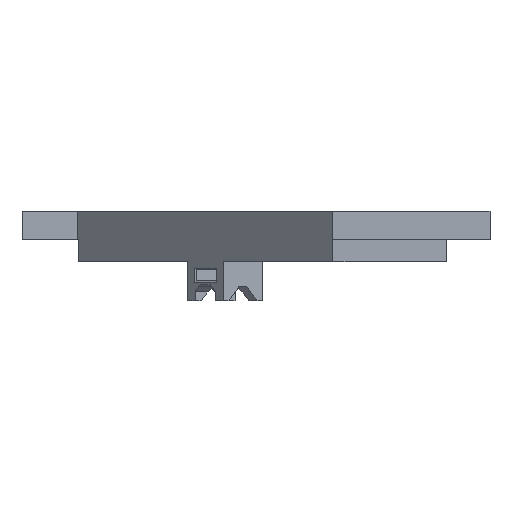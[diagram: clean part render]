
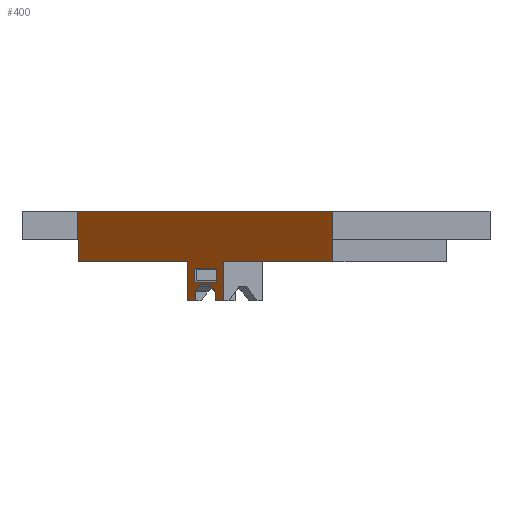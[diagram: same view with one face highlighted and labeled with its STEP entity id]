
A CAD part, front view. The second image highlights one B-rep face of the part: STEP entity #400.
In plain terms, the highlighted planar face has unit normal (-0.707, -0.707, 0).
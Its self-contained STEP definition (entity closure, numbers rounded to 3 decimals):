
#142=CARTESIAN_POINT('',(213.784,268.658,461.05));
#143=VERTEX_POINT('',#142);
#150=CARTESIAN_POINT('',(194.336,288.096,461.05));
#151=VERTEX_POINT('',#150);
#152=CARTESIAN_POINT('',(213.784,268.658,461.05));
#153=DIRECTION('',(-0.707,0.707,0.));
#154=VECTOR('',#153,27.496);
#155=LINE('',#152,#154);
#156=EDGE_CURVE('',#143,#151,#155,.T.);
#224=CARTESIAN_POINT('',(239.706,242.748,461.05));
#225=VERTEX_POINT('',#224);
#232=CARTESIAN_POINT('',(220.15,262.295,461.05));
#233=VERTEX_POINT('',#232);
#234=CARTESIAN_POINT('',(239.706,242.748,461.05));
#235=DIRECTION('',(-0.707,0.707,0.));
#236=VECTOR('',#235,27.649);
#237=LINE('',#234,#236);
#238=EDGE_CURVE('',#225,#233,#237,.T.);
#249=CARTESIAN_POINT('',(194.236,288.196,465.05));
#250=DIRECTION('',(-0.707,-0.707,-0.));
#251=DIRECTION('',(-0.707,0.707,0.));
#252=AXIS2_PLACEMENT_3D('',#249,#250,#251);
#253=PLANE('',#252);
#254=CARTESIAN_POINT('',(239.706,242.748,470.05));
#255=VERTEX_POINT('',#254);
#256=CARTESIAN_POINT('',(239.706,242.748,470.05));
#257=DIRECTION('',(-0.,0.,-1.));
#258=VECTOR('',#257,9.);
#259=LINE('',#256,#258);
#260=EDGE_CURVE('',#255,#225,#259,.T.);
#261=ORIENTED_EDGE('',*,*,#260,.F.);
#262=CARTESIAN_POINT('',(194.236,288.196,470.05));
#263=VERTEX_POINT('',#262);
#264=CARTESIAN_POINT('',(194.236,288.196,470.05));
#265=DIRECTION('',(0.707,-0.707,-0.));
#266=VECTOR('',#265,64.289);
#267=LINE('',#264,#266);
#268=EDGE_CURVE('',#263,#255,#267,.T.);
#269=ORIENTED_EDGE('',*,*,#268,.F.);
#270=CARTESIAN_POINT('',(194.236,288.196,465.05));
#271=VERTEX_POINT('',#270);
#272=CARTESIAN_POINT('',(194.236,288.196,470.05));
#273=DIRECTION('',(-0.,0.,-1.));
#274=VECTOR('',#273,5.);
#275=LINE('',#272,#274);
#276=EDGE_CURVE('',#263,#271,#275,.T.);
#277=ORIENTED_EDGE('',*,*,#276,.T.);
#278=CARTESIAN_POINT('',(194.336,288.096,465.05));
#279=VERTEX_POINT('',#278);
#280=CARTESIAN_POINT('',(194.236,288.196,465.05));
#281=DIRECTION('',(0.707,-0.707,-0.));
#282=VECTOR('',#281,0.141);
#283=LINE('',#280,#282);
#284=EDGE_CURVE('',#271,#279,#283,.T.);
#285=ORIENTED_EDGE('',*,*,#284,.T.);
#286=CARTESIAN_POINT('',(194.336,288.096,465.05));
#287=DIRECTION('',(-0.,0.,-1.));
#288=VECTOR('',#287,4.);
#289=LINE('',#286,#288);
#290=EDGE_CURVE('',#279,#151,#289,.T.);
#291=ORIENTED_EDGE('',*,*,#290,.T.);
#292=ORIENTED_EDGE('',*,*,#156,.F.);
#293=CARTESIAN_POINT('',(213.784,268.658,454.05));
#294=VERTEX_POINT('',#293);
#295=CARTESIAN_POINT('',(213.784,268.658,454.05));
#296=DIRECTION('',(0.,0.,1.));
#297=VECTOR('',#296,7.);
#298=LINE('',#295,#297);
#299=EDGE_CURVE('',#294,#143,#298,.T.);
#300=ORIENTED_EDGE('',*,*,#299,.F.);
#301=CARTESIAN_POINT('',(215.199,267.244,454.05));
#302=VERTEX_POINT('',#301);
#303=CARTESIAN_POINT('',(213.784,268.658,454.05));
#304=DIRECTION('',(0.707,-0.707,0.));
#305=VECTOR('',#304,2.001);
#306=LINE('',#303,#305);
#307=EDGE_CURVE('',#294,#302,#306,.T.);
#308=ORIENTED_EDGE('',*,*,#307,.T.);
#309=CARTESIAN_POINT('',(215.199,267.244,455.657));
#310=VERTEX_POINT('',#309);
#311=CARTESIAN_POINT('',(215.199,267.244,455.657));
#312=DIRECTION('',(-0.,0.,-1.));
#313=VECTOR('',#312,1.607);
#314=LINE('',#311,#313);
#315=EDGE_CURVE('',#310,#302,#314,.T.);
#316=ORIENTED_EDGE('',*,*,#315,.F.);
#317=CARTESIAN_POINT('',(216.083,266.36,456.907));
#318=VERTEX_POINT('',#317);
#319=CARTESIAN_POINT('',(216.083,266.36,456.907));
#320=DIRECTION('',(-0.5,0.5,-0.707));
#321=VECTOR('',#320,1.768);
#322=LINE('',#319,#321);
#323=EDGE_CURVE('',#318,#310,#322,.T.);
#324=ORIENTED_EDGE('',*,*,#323,.F.);
#325=CARTESIAN_POINT('',(217.851,264.593,456.907));
#326=VERTEX_POINT('',#325);
#327=CARTESIAN_POINT('',(217.851,264.593,456.907));
#328=DIRECTION('',(-0.707,0.707,0.));
#329=VECTOR('',#328,2.5);
#330=LINE('',#327,#329);
#331=EDGE_CURVE('',#326,#318,#330,.T.);
#332=ORIENTED_EDGE('',*,*,#331,.F.);
#333=CARTESIAN_POINT('',(218.735,263.709,455.657));
#334=VERTEX_POINT('',#333);
#335=CARTESIAN_POINT('',(218.735,263.709,455.657));
#336=DIRECTION('',(-0.5,0.5,0.707));
#337=VECTOR('',#336,1.768);
#338=LINE('',#335,#337);
#339=EDGE_CURVE('',#334,#326,#338,.T.);
#340=ORIENTED_EDGE('',*,*,#339,.F.);
#341=CARTESIAN_POINT('',(218.735,263.709,454.05));
#342=VERTEX_POINT('',#341);
#343=CARTESIAN_POINT('',(218.735,263.709,454.05));
#344=DIRECTION('',(0.,-0.,1.));
#345=VECTOR('',#344,1.607);
#346=LINE('',#343,#345);
#347=EDGE_CURVE('',#342,#334,#346,.T.);
#348=ORIENTED_EDGE('',*,*,#347,.F.);
#349=CARTESIAN_POINT('',(220.15,262.295,454.05));
#350=VERTEX_POINT('',#349);
#351=CARTESIAN_POINT('',(218.735,263.709,454.05));
#352=DIRECTION('',(0.707,-0.707,0.));
#353=VECTOR('',#352,2.001);
#354=LINE('',#351,#353);
#355=EDGE_CURVE('',#342,#350,#354,.T.);
#356=ORIENTED_EDGE('',*,*,#355,.T.);
#357=CARTESIAN_POINT('',(220.15,262.295,454.05));
#358=DIRECTION('',(0.,0.,1.));
#359=VECTOR('',#358,7.);
#360=LINE('',#357,#359);
#361=EDGE_CURVE('',#350,#233,#360,.T.);
#362=ORIENTED_EDGE('',*,*,#361,.T.);
#363=ORIENTED_EDGE('',*,*,#238,.F.);
#364=EDGE_LOOP('',(#261,#269,#277,#285,#291,#292,#300,#308,#316,#324,#332,#340,#348,#356,#362,#363));
#365=FACE_BOUND('',#364,.T.);
#366=CARTESIAN_POINT('',(218.913,263.531,459.907));
#367=VERTEX_POINT('',#366);
#368=CARTESIAN_POINT('',(215.022,267.421,459.907));
#369=VERTEX_POINT('',#368);
#370=CARTESIAN_POINT('',(218.913,263.531,459.907));
#371=DIRECTION('',(-0.707,0.707,0.));
#372=VECTOR('',#371,5.501);
#373=LINE('',#370,#372);
#374=EDGE_CURVE('',#367,#369,#373,.T.);
#375=ORIENTED_EDGE('',*,*,#374,.F.);
#376=CARTESIAN_POINT('',(218.913,263.532,457.407));
#377=VERTEX_POINT('',#376);
#378=CARTESIAN_POINT('',(218.913,263.532,457.407));
#379=DIRECTION('',(0.,0.,1.));
#380=VECTOR('',#379,2.5);
#381=LINE('',#378,#380);
#382=EDGE_CURVE('',#377,#367,#381,.T.);
#383=ORIENTED_EDGE('',*,*,#382,.F.);
#384=CARTESIAN_POINT('',(215.022,267.421,457.407));
#385=VERTEX_POINT('',#384);
#386=CARTESIAN_POINT('',(215.022,267.421,457.407));
#387=DIRECTION('',(0.707,-0.707,0.));
#388=VECTOR('',#387,5.501);
#389=LINE('',#386,#388);
#390=EDGE_CURVE('',#385,#377,#389,.T.);
#391=ORIENTED_EDGE('',*,*,#390,.F.);
#392=CARTESIAN_POINT('',(215.022,267.421,459.907));
#393=DIRECTION('',(0.,0.,-1.));
#394=VECTOR('',#393,2.5);
#395=LINE('',#392,#394);
#396=EDGE_CURVE('',#369,#385,#395,.T.);
#397=ORIENTED_EDGE('',*,*,#396,.F.);
#398=EDGE_LOOP('',(#375,#383,#391,#397));
#399=FACE_BOUND('',#398,.T.);
#400=ADVANCED_FACE('',(#365,#399),#253,.T.);
